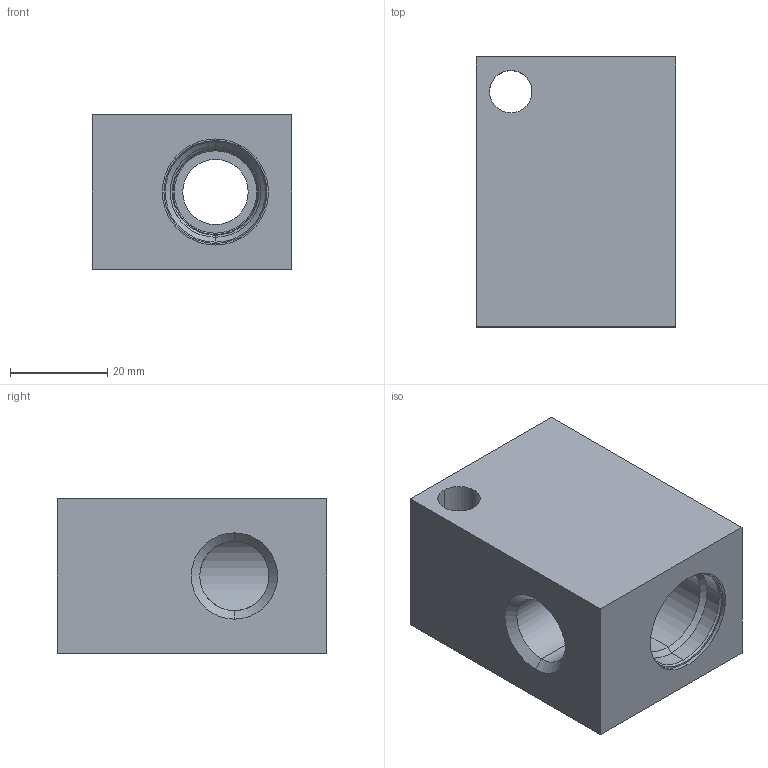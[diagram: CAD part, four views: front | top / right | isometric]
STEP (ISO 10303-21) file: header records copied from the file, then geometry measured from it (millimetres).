
FILE_DESCRIPTION((''),'2;1');
FILE_NAME('GAB_ASM','2023-06-02T',('ProEService'),(''),'PRO/ENGINEER BY PARAMETRIC TECHNOLOGY CORPORATION, 2014200','PRO/ENGINEER BY PARAMETRIC TECHNOLOGY CORPORATION, 2014200','');
FILE_SCHEMA(('CONFIG_CONTROL_DESIGN'));
Length unit declared in the file: inch
Products named in the file (2): 150-421-002; GAB_ASM
Assembly tree (1 placements, depth 2):
  GAB_ASM
    150-421-002
Bounding box: 41.15 x 55.58 x 31.75 mm (x, y, z)
Volume: 54848.5 mm3; surface area: 14455.2 mm2
Topology: 1 solids, 1 shells, 40 faces, 217 edges, 233 vertices
Faces by surface type: cylinder 16, cone 14, plane 8, torus 2
Entity records: 2138 total; most frequent: CARTESIAN_POINT 452, DIRECTION 353, ORIENTED_EDGE 176, VECTOR 169, LINE 169, TRIMMED_CURVE 129, COMPOSITE_CURVE_SEGMENT 122, AXIS2_PLACEMENT_3D 92
